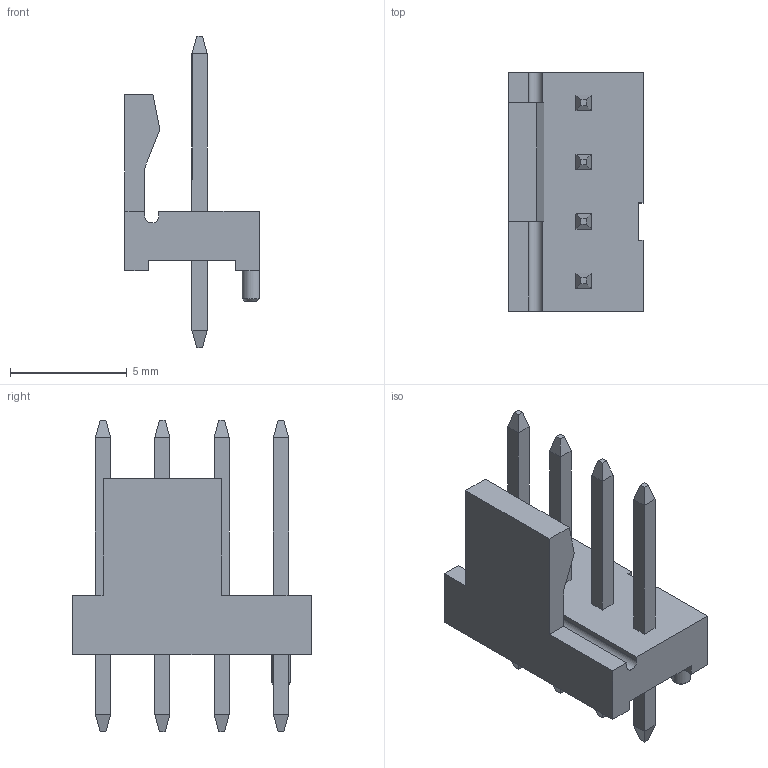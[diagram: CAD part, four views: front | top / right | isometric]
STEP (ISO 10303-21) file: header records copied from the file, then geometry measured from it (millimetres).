
FILE_DESCRIPTION(('STEP AP242'),'1');
FILE_NAME('Fan Connector vergleichbar pinrex 744-81-04TG20.stp','2020-07-11T19:57:53',(' '),(' '),'Spatial InterOp 3D',' ',' ');
FILE_SCHEMA(('AP242_MANAGED_MODEL_BASED_3D_ENGINEERING_MIM_LF {1 0 10303 442 1 1 4}'));
Length unit declared in the file: metre
Products named in the file (4): 470531000; Open CASCADE STEP translator 6.8 2.2.1.1; J4; Fan Connector vergleichbar pinrex 744-81-04TG20
Assembly tree (3 placements, depth 4):
  Fan Connector vergleichbar pinrex 744-81-04TG20
    J4
      470531000
        Open CASCADE STEP translator 6.8 2.2.1.1
Bounding box: 5.75 x 10.2 x 13.35 mm (x, y, z)
Volume: 175.4 mm3; surface area: 389 mm2
Topology: 1 solids, 1 shells, 102 faces, 241 edges, 149 vertices
Faces by surface type: plane 97, cylinder 3, cone 2
Entity records: 3761 total; most frequent: CARTESIAN_POINT 504, ORIENTED_EDGE 482, DIRECTION 463, EDGE_CURVE 241, LINE 231, VECTOR 231, VERTEX_POINT 149, AXIS2_PLACEMENT_3D 116
